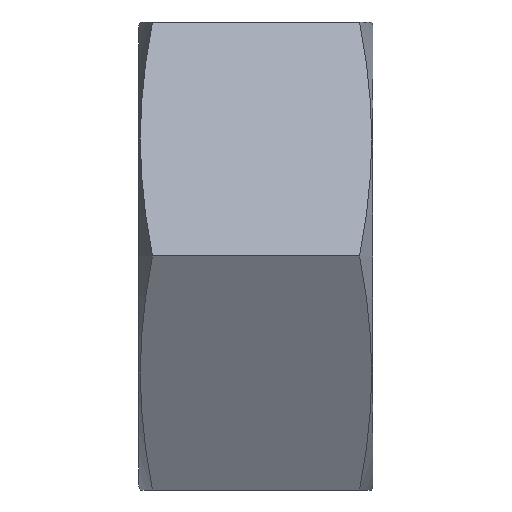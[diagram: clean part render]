
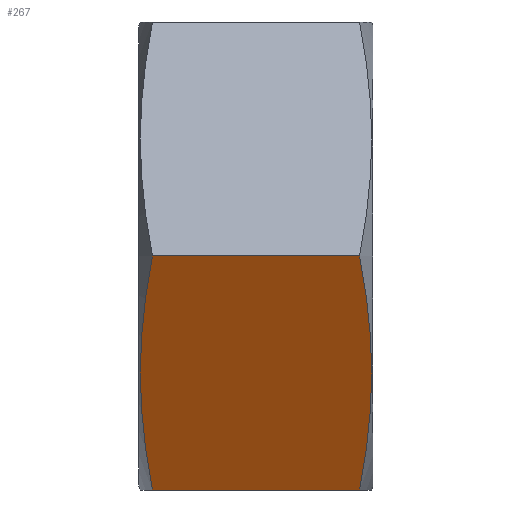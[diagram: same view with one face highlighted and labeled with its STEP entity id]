
A CAD part, front view. The second image highlights one B-rep face of the part: STEP entity #267.
In plain terms, the highlighted planar face has unit normal (0, -0.866, -0.5).
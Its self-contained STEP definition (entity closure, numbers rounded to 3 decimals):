
#17=(
BOUNDED_CURVE()
B_SPLINE_CURVE(2,(#424,#425,#426),.UNSPECIFIED.,.F.,.F.)
B_SPLINE_CURVE_WITH_KNOTS((3,3),(0.348,2.221),
 .UNSPECIFIED.)
CURVE()
GEOMETRIC_REPRESENTATION_ITEM()
RATIONAL_B_SPLINE_CURVE((1.073,1.239,1.073))
REPRESENTATION_ITEM('')
);
#28=(
BOUNDED_CURVE()
B_SPLINE_CURVE(2,(#468,#469,#470),.UNSPECIFIED.,.F.,.F.)
B_SPLINE_CURVE_WITH_KNOTS((3,3),(0.348,2.221),
 .UNSPECIFIED.)
CURVE()
GEOMETRIC_REPRESENTATION_ITEM()
RATIONAL_B_SPLINE_CURVE((1.073,1.239,1.073))
REPRESENTATION_ITEM('')
);
#35=PLANE('',#310);
#50=FACE_OUTER_BOUND('',#68,.T.);
#68=EDGE_LOOP('',(#218,#219,#220,#221));
#86=LINE('',#478,#98);
#87=LINE('',#480,#99);
#98=VECTOR('',#362,10.);
#99=VECTOR('',#365,10.);
#123=VERTEX_POINT('',#421);
#124=VERTEX_POINT('',#423);
#130=VERTEX_POINT('',#448);
#134=VERTEX_POINT('',#464);
#150=EDGE_CURVE('',#124,#123,#17,.T.);
#161=EDGE_CURVE('',#130,#134,#28,.T.);
#166=EDGE_CURVE('',#124,#134,#86,.T.);
#167=EDGE_CURVE('',#123,#130,#87,.T.);
#218=ORIENTED_EDGE('',*,*,#150,.T.);
#219=ORIENTED_EDGE('',*,*,#167,.T.);
#220=ORIENTED_EDGE('',*,*,#161,.T.);
#221=ORIENTED_EDGE('',*,*,#166,.F.);
#267=ADVANCED_FACE('',(#50),#35,.T.);
#310=AXIS2_PLACEMENT_3D('',#479,#363,#364);
#362=DIRECTION('',(-1.,0.,0.));
#363=DIRECTION('center_axis',(0.,-0.866,-0.5));
#364=DIRECTION('ref_axis',(0.,-0.5,0.866));
#365=DIRECTION('',(-1.,0.,0.));
#421=CARTESIAN_POINT('',(-0.86,-17.321,0.));
#423=CARTESIAN_POINT('',(-0.86,-8.66,-15.));
#424=CARTESIAN_POINT('Ctrl Pts',(-0.86,-8.66,-15.));
#425=CARTESIAN_POINT('Ctrl Pts',(0.589,-12.99,-7.5));
#426=CARTESIAN_POINT('Ctrl Pts',(-0.86,-17.321,0.));
#448=CARTESIAN_POINT('',(-14.14,-17.321,0.));
#464=CARTESIAN_POINT('',(-14.14,-8.66,-15.));
#468=CARTESIAN_POINT('Ctrl Pts',(-14.14,-17.321,0.));
#469=CARTESIAN_POINT('Ctrl Pts',(-15.589,-12.99,-7.5));
#470=CARTESIAN_POINT('Ctrl Pts',(-14.14,-8.66,-15.));
#478=CARTESIAN_POINT('',(0.,-8.66,-15.));
#479=CARTESIAN_POINT('Origin',(0.,-8.66,-15.));
#480=CARTESIAN_POINT('',(0.,-17.321,0.));
